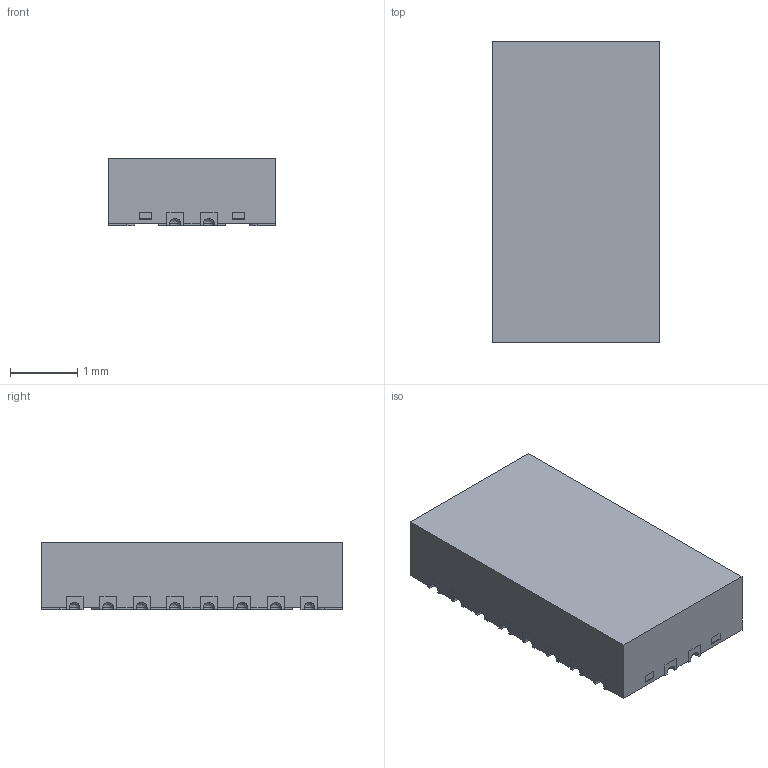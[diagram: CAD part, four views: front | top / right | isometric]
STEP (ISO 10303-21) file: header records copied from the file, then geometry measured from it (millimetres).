
FILE_DESCRIPTION((''),'2;1');
FILE_NAME('RKS0020B_ASM','2021-06-07T12:27:50',('a0414801'),(''),'CREO PARAMETRIC BY PTC INC, 2018500','CREO PARAMETRIC BY PTC INC, 2018500','');
FILE_SCHEMA(('AUTOMOTIVE_DESIGN { 1 0 10303 214 1 1 1 1 }'));
Length unit declared in the file: millimetre
Products named in the file (3): BODY-QFN; FRAME-RKS0020B; RKS0020B_ASM
Assembly tree (2 placements, depth 2):
  RKS0020B_ASM
    BODY-QFN
    FRAME-RKS0020B
Bounding box: 2.5 x 4.5 x 1 mm (x, y, z)
Volume: 11 mm3; surface area: 66 mm2
Topology: 22 solids, 22 shells, 397 faces, 1022 edges, 668 vertices
Faces by surface type: plane 277, cylinder 100, bspline 20
Entity records: 15989 total; most frequent: CARTESIAN_POINT 2639, ORIENTED_EDGE 2044, DIRECTION 2006, PRESENTATION_STYLE_ASSIGNMENT 1064, STYLED_ITEM 1044, CURVE_STYLE 1022, EDGE_CURVE 1022, VECTOR 802
